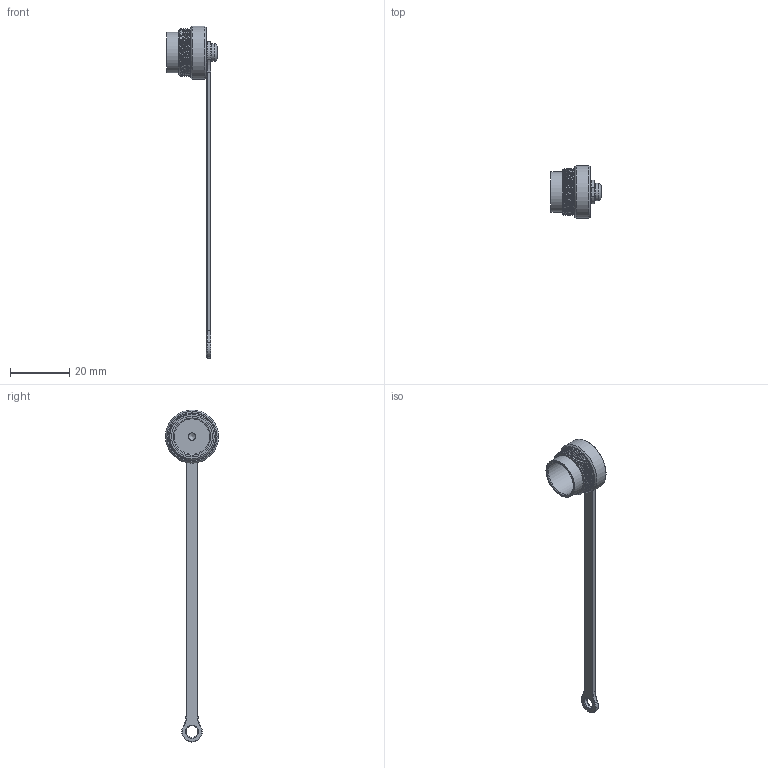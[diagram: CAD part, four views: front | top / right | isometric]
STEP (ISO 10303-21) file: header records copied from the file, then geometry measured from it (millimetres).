
FILE_DESCRIPTION(/* description */ (''),/* implementation_level */ '2;1');
FILE_NAME(/* name */ 'c091 00v000 131 2 unxc001-01.stp',/* time_stamp */ '2019-07-08T10:27:17+02:00',/* author */ (''),/* organization */ (''),/* preprocessor_version */ 'ST-DEVELOPER v16.7',/* originating_system */ 'SIEMENS PLM Software NX 12.0',/* authorisation */ '');
FILE_SCHEMA (('AUTOMOTIVE_DESIGN { 1 0 10303 214 3 1 1 1 }'));
Length unit declared in the file: millimetre
Products named in the file (1): c091 00v000 131 2 unxc001-01
Bounding box: 17 x 18 x 112.5 mm (x, y, z)
Volume: 2112.7 mm3; surface area: 2826.2 mm2
Topology: 1 solids, 2 shells, 63 faces, 138 edges, 83 vertices
Faces by surface type: cylinder 22, torus 16, plane 14, bspline 7, cone 4
Full cylindrical faces by diameter (mm): 4 x3, 6 x1, 12 x1, 13.8 x1, 18 x1
Entity records: 2816 total; most frequent: CARTESIAN_POINT 1366, DIRECTION 285, ORIENTED_EDGE 230, AXIS2_PLACEMENT_3D 129, EDGE_CURVE 115, EDGE_LOOP 88, VERTEX_POINT 78, CIRCLE 72
